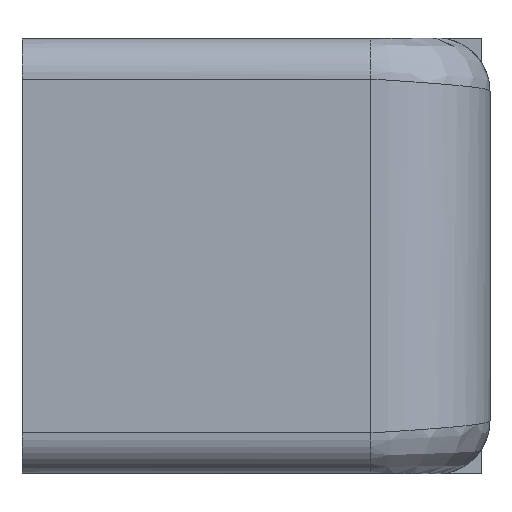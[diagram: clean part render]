
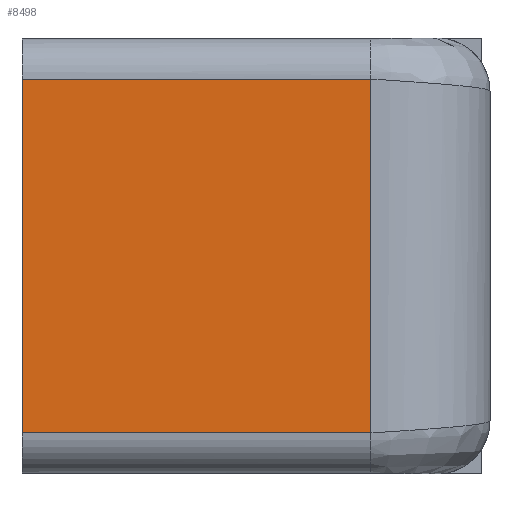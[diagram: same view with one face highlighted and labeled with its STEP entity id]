
A CAD part, front view. The second image highlights one B-rep face of the part: STEP entity #8498.
In plain terms, the highlighted planar face has unit normal (0, -1, 0).
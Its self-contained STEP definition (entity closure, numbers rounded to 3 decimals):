
#2891 = CYLINDRICAL_SURFACE('',#2892,5.);
#2892 = AXIS2_PLACEMENT_3D('',#2893,#2894,#2895);
#2893 = CARTESIAN_POINT('',(39.613,-60.487,-6.25));
#2894 = DIRECTION('',(1.,0.,0.));
#2895 = DIRECTION('',(0.,1.,0.));
#2919 = PLANE('',#2920);
#2920 = AXIS2_PLACEMENT_3D('',#2921,#2922,#2923);
#2921 = CARTESIAN_POINT('',(30.826,124.744,40.471));
#2922 = DIRECTION('',(-1.,0.,0.));
#2923 = DIRECTION('',(0.,-1.,0.));
#3817 = CYLINDRICAL_SURFACE('',#3818,5.);
#3818 = AXIS2_PLACEMENT_3D('',#3819,#3820,#3821);
#3819 = CARTESIAN_POINT('',(39.613,-60.487,36.85));
#3820 = DIRECTION('',(-1.,0.,0.));
#3821 = DIRECTION('',(0.,-1.,0.));
#5158 = VERTEX_POINT('',#5159);
#5159 = CARTESIAN_POINT('',(30.826,-65.487,-6.25));
#5185 = EDGE_CURVE('',#5158,#5186,#5188,.T.);
#5186 = VERTEX_POINT('',#5187);
#5187 = CARTESIAN_POINT('',(30.826,-65.487,36.85));
#5188 = SURFACE_CURVE('',#5189,(#5193,#5200),.PCURVE_S1.);
#5189 = LINE('',#5190,#5191);
#5190 = CARTESIAN_POINT('',(30.826,-65.487,969.961));
#5191 = VECTOR('',#5192,1.);
#5192 = DIRECTION('',(0.,0.,1.));
#5193 = PCURVE('',#2919,#5194);
#5194 = DEFINITIONAL_REPRESENTATION('',(#5195),#5199);
#5195 = LINE('',#5196,#5197);
#5196 = CARTESIAN_POINT('',(190.232,929.49));
#5197 = VECTOR('',#5198,1.);
#5198 = DIRECTION('',(0.,1.));
#5199 = ( GEOMETRIC_REPRESENTATION_CONTEXT(2) 
PARAMETRIC_REPRESENTATION_CONTEXT() REPRESENTATION_CONTEXT('2D SPACE',''
  ) );
#5200 = PCURVE('',#5201,#5206);
#5201 = PLANE('',#5202);
#5202 = AXIS2_PLACEMENT_3D('',#5203,#5204,#5205);
#5203 = CARTESIAN_POINT('',(31.136,-65.487,-11.25));
#5204 = DIRECTION('',(0.,1.,0.));
#5205 = DIRECTION('',(-1.,0.,0.));
#5206 = DEFINITIONAL_REPRESENTATION('',(#5207),#5211);
#5207 = LINE('',#5208,#5209);
#5208 = CARTESIAN_POINT('',(0.31,981.211));
#5209 = VECTOR('',#5210,1.);
#5210 = DIRECTION('',(0.,1.));
#5211 = ( GEOMETRIC_REPRESENTATION_CONTEXT(2) 
PARAMETRIC_REPRESENTATION_CONTEXT() REPRESENTATION_CONTEXT('2D SPACE',''
  ) );
#5241 = VERTEX_POINT('',#5242);
#5242 = CARTESIAN_POINT('',(73.326,-65.487,-6.25));
#5291 = EDGE_CURVE('',#5158,#5241,#5292,.T.);
#5292 = SURFACE_CURVE('',#5293,(#5297,#5304),.PCURVE_S1.);
#5293 = LINE('',#5294,#5295);
#5294 = CARTESIAN_POINT('',(39.613,-65.487,-6.25));
#5295 = VECTOR('',#5296,1.);
#5296 = DIRECTION('',(1.,0.,0.));
#5297 = PCURVE('',#2891,#5298);
#5298 = DEFINITIONAL_REPRESENTATION('',(#5299),#5303);
#5299 = LINE('',#5300,#5301);
#5300 = CARTESIAN_POINT('',(3.142,0.));
#5301 = VECTOR('',#5302,1.);
#5302 = DIRECTION('',(0.,1.));
#5303 = ( GEOMETRIC_REPRESENTATION_CONTEXT(2) 
PARAMETRIC_REPRESENTATION_CONTEXT() REPRESENTATION_CONTEXT('2D SPACE',''
  ) );
#5304 = PCURVE('',#5201,#5305);
#5305 = DEFINITIONAL_REPRESENTATION('',(#5306),#5310);
#5306 = LINE('',#5307,#5308);
#5307 = CARTESIAN_POINT('',(-8.477,5.));
#5308 = VECTOR('',#5309,1.);
#5309 = DIRECTION('',(-1.,0.));
#5310 = ( GEOMETRIC_REPRESENTATION_CONTEXT(2) 
PARAMETRIC_REPRESENTATION_CONTEXT() REPRESENTATION_CONTEXT('2D SPACE',''
  ) );
#5389 = CYLINDRICAL_SURFACE('',#5390,14.5);
#5390 = AXIS2_PLACEMENT_3D('',#5391,#5392,#5393);
#5391 = CARTESIAN_POINT('',(73.326,-50.987,-939.361));
#5392 = DIRECTION('',(0.,0.,-1.));
#5393 = DIRECTION('',(0.,-1.,0.));
#6246 = VERTEX_POINT('',#6247);
#6247 = CARTESIAN_POINT('',(73.326,-65.487,36.85));
#6374 = EDGE_CURVE('',#6246,#5186,#6375,.T.);
#6375 = SURFACE_CURVE('',#6376,(#6380,#6387),.PCURVE_S1.);
#6376 = LINE('',#6377,#6378);
#6377 = CARTESIAN_POINT('',(39.613,-65.487,36.85));
#6378 = VECTOR('',#6379,1.);
#6379 = DIRECTION('',(-1.,0.,0.));
#6380 = PCURVE('',#3817,#6381);
#6381 = DEFINITIONAL_REPRESENTATION('',(#6382),#6386);
#6382 = LINE('',#6383,#6384);
#6383 = CARTESIAN_POINT('',(0.,0.));
#6384 = VECTOR('',#6385,1.);
#6385 = DIRECTION('',(0.,1.));
#6386 = ( GEOMETRIC_REPRESENTATION_CONTEXT(2) 
PARAMETRIC_REPRESENTATION_CONTEXT() REPRESENTATION_CONTEXT('2D SPACE',''
  ) );
#6387 = PCURVE('',#5201,#6388);
#6388 = DEFINITIONAL_REPRESENTATION('',(#6389),#6393);
#6389 = LINE('',#6390,#6391);
#6390 = CARTESIAN_POINT('',(-8.477,48.1));
#6391 = VECTOR('',#6392,1.);
#6392 = DIRECTION('',(1.,0.));
#6393 = ( GEOMETRIC_REPRESENTATION_CONTEXT(2) 
PARAMETRIC_REPRESENTATION_CONTEXT() REPRESENTATION_CONTEXT('2D SPACE',''
  ) );
#8498 = ADVANCED_FACE('',(#8499),#5201,.F.);
#8499 = FACE_BOUND('',#8500,.T.);
#8500 = EDGE_LOOP('',(#8501,#8502,#8503,#8504));
#8501 = ORIENTED_EDGE('',*,*,#6374,.T.);
#8502 = ORIENTED_EDGE('',*,*,#5185,.F.);
#8503 = ORIENTED_EDGE('',*,*,#5291,.T.);
#8504 = ORIENTED_EDGE('',*,*,#8505,.F.);
#8505 = EDGE_CURVE('',#6246,#5241,#8506,.T.);
#8506 = SURFACE_CURVE('',#8507,(#8511,#8518),.PCURVE_S1.);
#8507 = LINE('',#8508,#8509);
#8508 = CARTESIAN_POINT('',(73.326,-65.487,-939.361));
#8509 = VECTOR('',#8510,1.);
#8510 = DIRECTION('',(0.,0.,-1.));
#8511 = PCURVE('',#5201,#8512);
#8512 = DEFINITIONAL_REPRESENTATION('',(#8513),#8517);
#8513 = LINE('',#8514,#8515);
#8514 = CARTESIAN_POINT('',(-42.19,-928.111));
#8515 = VECTOR('',#8516,1.);
#8516 = DIRECTION('',(0.,-1.));
#8517 = ( GEOMETRIC_REPRESENTATION_CONTEXT(2) 
PARAMETRIC_REPRESENTATION_CONTEXT() REPRESENTATION_CONTEXT('2D SPACE',''
  ) );
#8518 = PCURVE('',#5389,#8519);
#8519 = DEFINITIONAL_REPRESENTATION('',(#8520),#8524);
#8520 = LINE('',#8521,#8522);
#8521 = CARTESIAN_POINT('',(6.283,0.));
#8522 = VECTOR('',#8523,1.);
#8523 = DIRECTION('',(0.,1.));
#8524 = ( GEOMETRIC_REPRESENTATION_CONTEXT(2) 
PARAMETRIC_REPRESENTATION_CONTEXT() REPRESENTATION_CONTEXT('2D SPACE',''
  ) );
